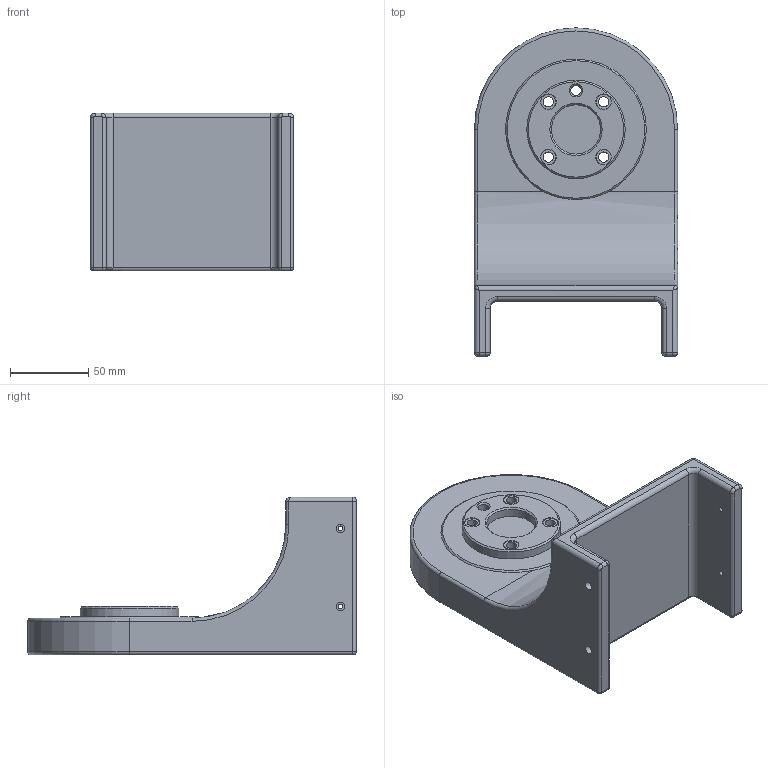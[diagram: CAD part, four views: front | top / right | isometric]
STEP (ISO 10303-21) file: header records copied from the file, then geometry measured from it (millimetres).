
FILE_DESCRIPTION(/* description */ (''),/* implementation_level */ '2;1');
FILE_NAME(/* name */ 'EF_Camera_Stand_V1.2.stp',/* time_stamp */ '2024-04-24T13:03:53+02:00',/* author */ ('Seven'),/* organization */ (''),/* preprocessor_version */ 'ST-DEVELOPER v20',/* originating_system */ 'Autodesk Inventor 2024',/* authorisation */ '');
FILE_SCHEMA (('AUTOMOTIVE_DESIGN { 1 0 10303 214 3 1 1 }'));
Length unit declared in the file: millimetre
Products named in the file (1): EF_Camera_Stand_V1.2
Bounding box: 130 x 210 x 101 mm (x, y, z)
Volume: 774982.5 mm3; surface area: 93309.2 mm2
Topology: 1 solids, 1 shells, 97 faces, 211 edges, 124 vertices
Faces by surface type: cylinder 47, plane 23, cone 9, bspline 8, torus 6, sphere 4
Full cylindrical faces by diameter (mm): 3 x4, 5.5 x4, 6.5 x5, 9.6 x4, 31.5 x1, 63 x1, 64 x1
Entity records: 2874 total; most frequent: CARTESIAN_POINT 620, DIRECTION 508, ORIENTED_EDGE 414, AXIS2_PLACEMENT_3D 212, EDGE_CURVE 207, EDGE_LOOP 126, VERTEX_POINT 123, CIRCLE 114
